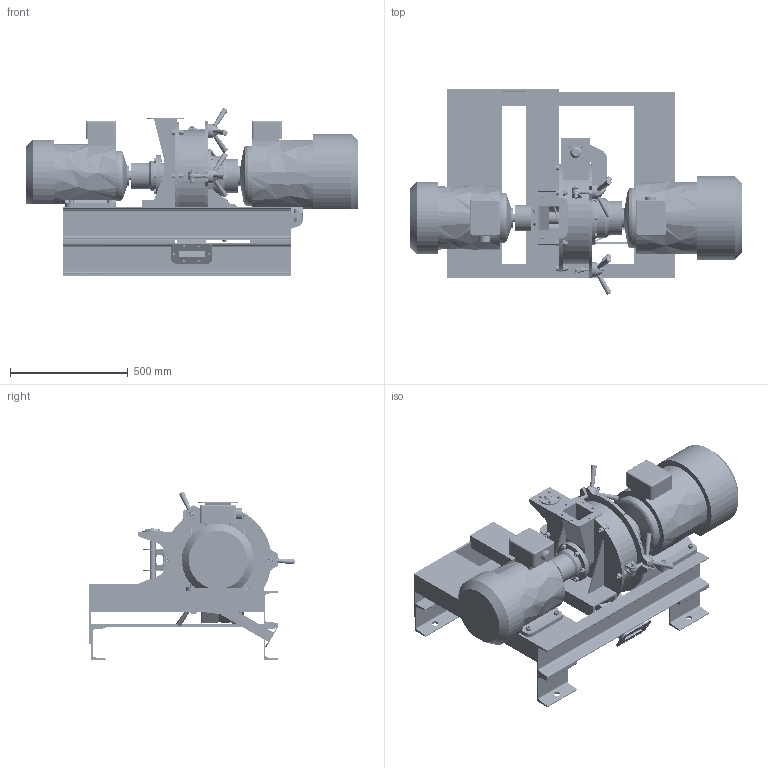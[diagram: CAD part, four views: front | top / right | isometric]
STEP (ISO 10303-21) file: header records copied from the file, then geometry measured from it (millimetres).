
FILE_DESCRIPTION(('FreeCAD Model'),'2;1');
FILE_NAME('Open CASCADE Shape Model','2025-05-08T09:10:23',('FreeCAD'),( 'FreeCAD'),'Open CASCADE STEP processor 7.6','FreeCAD','Unknown');
FILE_SCHEMA(('AUTOMOTIVE_DESIGN { 1 0 10303 214 1 1 1 1 }'));
Products named in the file (1): Open CASCADE STEP translator 7.6 1
Bounding box: 1407.17 x 871.19 x 712.17 mm (x, y, z)
Volume: 93878868.4 mm3; surface area: 8923439.7 mm2
Topology: 416 solids, 417 shells, 7657 faces, 18228 edges, 11694 vertices
Faces by surface type: bspline 7657
Entity records: 265639 total; most frequent: CARTESIAN_POINT 155032, ORIENTED_EDGE 35970, EDGE_CURVE 17987, B_SPLINE_CURVE_WITH_KNOTS 13627, VERTEX_POINT 11623, FACE_BOUND 9038, EDGE_LOOP 8984, ADVANCED_FACE 7657
